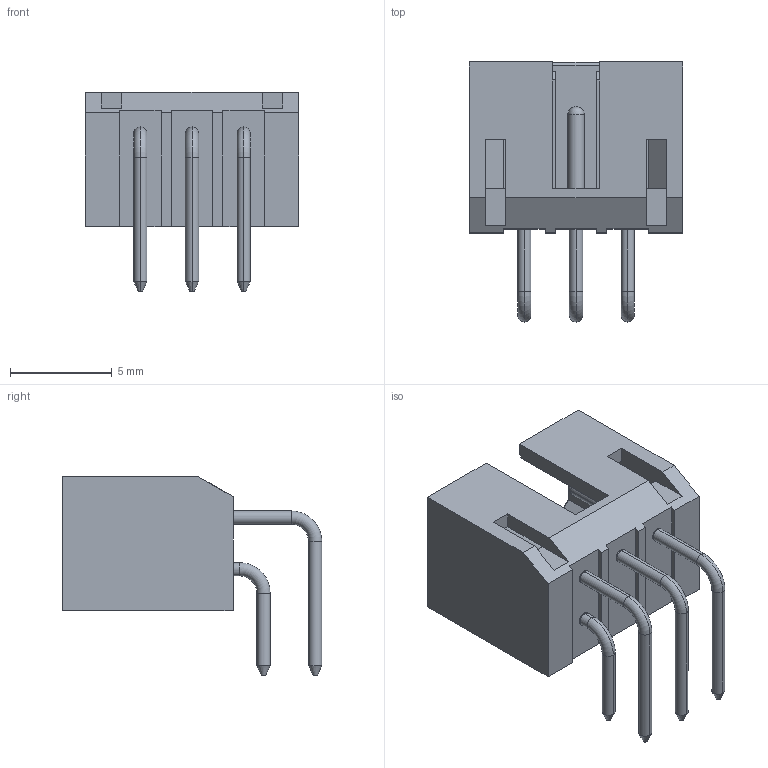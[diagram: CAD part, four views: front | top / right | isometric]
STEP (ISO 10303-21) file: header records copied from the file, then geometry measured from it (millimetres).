
FILE_DESCRIPTION((''),'2;1');
FILE_NAME('F0JL23-S06RD000-01','2023-11-15T',('工程三'),(''),'PRO/ENGINEER BY PARAMETRIC TECHNOLOGY CORPORATION, 2010280','PRO/ENGINEER BY PARAMETRIC TECHNOLOGY CORPORATION, 2010280','');
FILE_SCHEMA(('CONFIG_CONTROL_DESIGN'));
Length unit declared in the file: millimetre
Products named in the file (1): F0JL23-S06RD000-01
Bounding box: 10.5 x 12.77 x 9.8 mm (x, y, z)
Volume: 307.6 mm3; surface area: 743 mm2
Topology: 1 solids, 1 shells, 148 faces, 360 edges, 210 vertices
Faces by surface type: plane 64, cylinder 36, torus 24, sphere 12, cone 12
Entity records: 4362 total; most frequent: CARTESIAN_POINT 862, DIRECTION 752, ORIENTED_EDGE 696, EDGE_CURVE 348, AXIS2_PLACEMENT_3D 268, VECTOR 216, LINE 216, VERTEX_POINT 210
